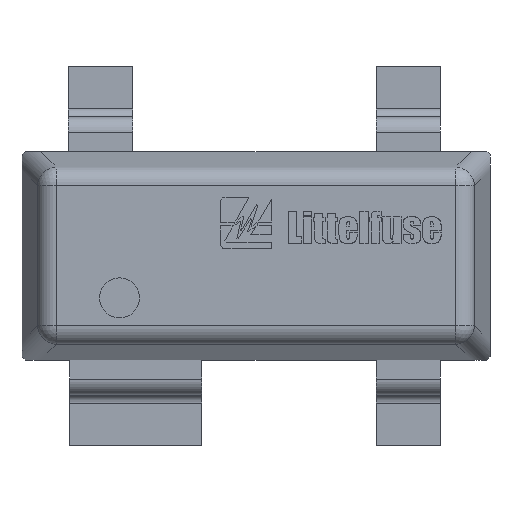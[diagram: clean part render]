
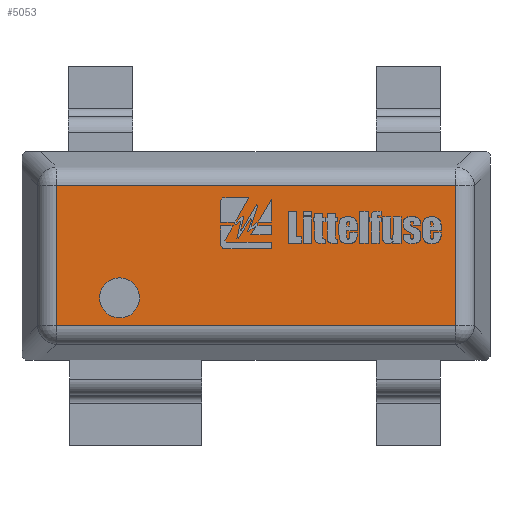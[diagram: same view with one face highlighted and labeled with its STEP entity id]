
A CAD part, top view. The second image highlights one B-rep face of the part: STEP entity #5053.
In plain terms, the highlighted planar face has unit normal (0, 0, 1).
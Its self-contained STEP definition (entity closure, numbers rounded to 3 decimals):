
#207=PLANE('',#5526);
#441=LINE('',#7205,#1027);
#443=LINE('',#7208,#1029);
#445=LINE('',#7211,#1031);
#447=LINE('',#7214,#1033);
#1027=VECTOR('',#5956,10.);
#1029=VECTOR('',#5960,10.);
#1031=VECTOR('',#5964,10.);
#1033=VECTOR('',#5968,10.);
#1671=FACE_OUTER_BOUND('',#1967,.T.);
#1967=EDGE_LOOP('',(#3667,#3668,#3669,#3670));
#2330=VERTEX_POINT('',#7177);
#2333=VERTEX_POINT('',#7184);
#2335=VERTEX_POINT('',#7189);
#2338=VERTEX_POINT('',#7200);
#2850=EDGE_CURVE('',#2338,#2335,#441,.T.);
#2852=EDGE_CURVE('',#2333,#2338,#443,.T.);
#2854=EDGE_CURVE('',#2335,#2330,#445,.T.);
#2856=EDGE_CURVE('',#2330,#2333,#447,.T.);
#3667=ORIENTED_EDGE('',*,*,#2850,.F.);
#3668=ORIENTED_EDGE('',*,*,#2852,.F.);
#3669=ORIENTED_EDGE('',*,*,#2856,.F.);
#3670=ORIENTED_EDGE('',*,*,#2854,.F.);
#5053=ADVANCED_FACE('',(#1671),#207,.T.);
#5526=AXIS2_PLACEMENT_3D('',#7227,#5985,#5986);
#5956=DIRECTION('',(1.,0.,0.));
#5960=DIRECTION('',(0.,1.,0.));
#5964=DIRECTION('',(0.,-1.,0.));
#5968=DIRECTION('',(-1.,0.,0.));
#5985=DIRECTION('center_axis',(0.,0.,1.));
#5986=DIRECTION('ref_axis',(1.,0.,0.));
#7177=CARTESIAN_POINT('',(1.247,-0.437,1.12));
#7184=CARTESIAN_POINT('',(-1.247,-0.437,1.12));
#7189=CARTESIAN_POINT('',(1.247,0.437,1.12));
#7200=CARTESIAN_POINT('',(-1.247,0.437,1.12));
#7205=CARTESIAN_POINT('',(0.365,0.437,1.12));
#7208=CARTESIAN_POINT('',(-1.247,0.163,1.12));
#7211=CARTESIAN_POINT('',(1.247,-0.163,1.12));
#7214=CARTESIAN_POINT('',(-0.365,-0.437,1.12));
#7227=CARTESIAN_POINT('Origin',(0.,0.,1.12));
